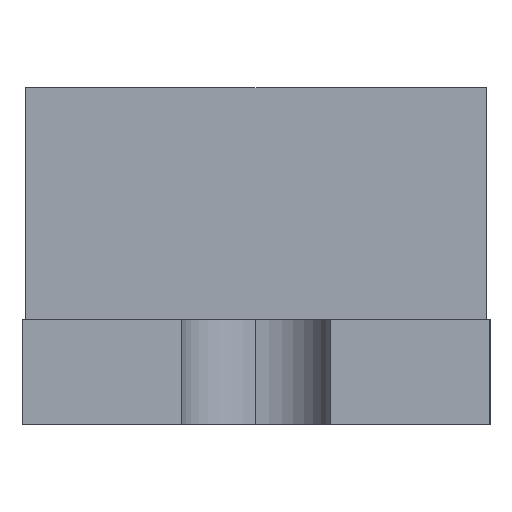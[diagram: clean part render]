
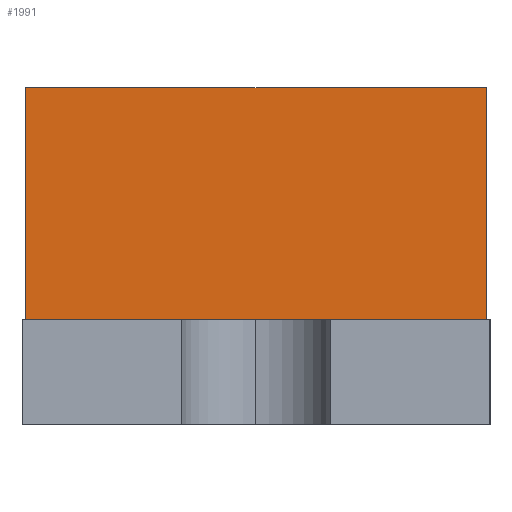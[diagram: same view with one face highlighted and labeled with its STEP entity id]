
A CAD part, left-side view. The second image highlights one B-rep face of the part: STEP entity #1991.
In plain terms, the highlighted planar face has unit normal (-1, 0, 0).
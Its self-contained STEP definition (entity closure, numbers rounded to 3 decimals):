
#117 = PLANE('',#118);
#118 = AXIS2_PLACEMENT_3D('',#119,#120,#121);
#119 = CARTESIAN_POINT('',(0.,0.,0.28));
#120 = DIRECTION('',(0.,0.,1.));
#121 = DIRECTION('',(1.,0.,0.));
#1807 = VERTEX_POINT('',#1808);
#1808 = CARTESIAN_POINT('',(-0.7,0.615,0.28));
#1822 = PLANE('',#1823);
#1823 = AXIS2_PLACEMENT_3D('',#1824,#1825,#1826);
#1824 = CARTESIAN_POINT('',(0.7,0.615,0.9));
#1825 = DIRECTION('',(0.,-1.,0.));
#1826 = DIRECTION('',(1.,0.,0.));
#1863 = VERTEX_POINT('',#1864);
#1864 = CARTESIAN_POINT('',(-0.7,-0.615,0.28));
#1878 = PLANE('',#1879);
#1879 = AXIS2_PLACEMENT_3D('',#1880,#1881,#1882);
#1880 = CARTESIAN_POINT('',(-0.7,-0.615,0.9));
#1881 = DIRECTION('',(0.,1.,0.));
#1882 = DIRECTION('',(0.,0.,1.));
#1890 = EDGE_CURVE('',#1807,#1863,#1891,.T.);
#1891 = SURFACE_CURVE('',#1892,(#1896,#1903),.PCURVE_S1.);
#1892 = LINE('',#1893,#1894);
#1893 = CARTESIAN_POINT('',(-0.7,-0.615,0.28));
#1894 = VECTOR('',#1895,1.);
#1895 = DIRECTION('',(0.,-1.,0.));
#1896 = PCURVE('',#117,#1897);
#1897 = DEFINITIONAL_REPRESENTATION('',(#1898),#1902);
#1898 = LINE('',#1899,#1900);
#1899 = CARTESIAN_POINT('',(-0.7,-0.615));
#1900 = VECTOR('',#1901,1.);
#1901 = DIRECTION('',(0.,-1.));
#1902 = ( GEOMETRIC_REPRESENTATION_CONTEXT(2) 
PARAMETRIC_REPRESENTATION_CONTEXT() REPRESENTATION_CONTEXT('2D SPACE',''
  ) );
#1903 = PCURVE('',#1904,#1909);
#1904 = PLANE('',#1905);
#1905 = AXIS2_PLACEMENT_3D('',#1906,#1907,#1908);
#1906 = CARTESIAN_POINT('',(-0.7,-0.615,0.9));
#1907 = DIRECTION('',(1.,0.,0.));
#1908 = DIRECTION('',(0.,0.,-1.));
#1909 = DEFINITIONAL_REPRESENTATION('',(#1910),#1914);
#1910 = LINE('',#1911,#1912);
#1911 = CARTESIAN_POINT('',(0.62,0.));
#1912 = VECTOR('',#1913,1.);
#1913 = DIRECTION('',(0.,-1.));
#1914 = ( GEOMETRIC_REPRESENTATION_CONTEXT(2) 
PARAMETRIC_REPRESENTATION_CONTEXT() REPRESENTATION_CONTEXT('2D SPACE',''
  ) );
#1920 = EDGE_CURVE('',#1921,#1807,#1923,.T.);
#1921 = VERTEX_POINT('',#1922);
#1922 = CARTESIAN_POINT('',(-0.7,0.615,0.9));
#1923 = SURFACE_CURVE('',#1924,(#1928,#1935),.PCURVE_S1.);
#1924 = LINE('',#1925,#1926);
#1925 = CARTESIAN_POINT('',(-0.7,0.615,0.9));
#1926 = VECTOR('',#1927,1.);
#1927 = DIRECTION('',(0.,0.,-1.));
#1928 = PCURVE('',#1822,#1929);
#1929 = DEFINITIONAL_REPRESENTATION('',(#1930),#1934);
#1930 = LINE('',#1931,#1932);
#1931 = CARTESIAN_POINT('',(-1.4,0.));
#1932 = VECTOR('',#1933,1.);
#1933 = DIRECTION('',(0.,-1.));
#1934 = ( GEOMETRIC_REPRESENTATION_CONTEXT(2) 
PARAMETRIC_REPRESENTATION_CONTEXT() REPRESENTATION_CONTEXT('2D SPACE',''
  ) );
#1935 = PCURVE('',#1904,#1936);
#1936 = DEFINITIONAL_REPRESENTATION('',(#1937),#1941);
#1937 = LINE('',#1938,#1939);
#1938 = CARTESIAN_POINT('',(0.,1.23));
#1939 = VECTOR('',#1940,1.);
#1940 = DIRECTION('',(1.,0.));
#1941 = ( GEOMETRIC_REPRESENTATION_CONTEXT(2) 
PARAMETRIC_REPRESENTATION_CONTEXT() REPRESENTATION_CONTEXT('2D SPACE',''
  ) );
#1959 = PLANE('',#1960);
#1960 = AXIS2_PLACEMENT_3D('',#1961,#1962,#1963);
#1961 = CARTESIAN_POINT('',(0.,0.,0.9));
#1962 = DIRECTION('',(0.,0.,1.));
#1963 = DIRECTION('',(1.,0.,0.));
#1991 = ADVANCED_FACE('',(#1992),#1904,.F.);
#1992 = FACE_BOUND('',#1993,.T.);
#1993 = EDGE_LOOP('',(#1994,#1995,#2018,#2039));
#1994 = ORIENTED_EDGE('',*,*,#1890,.T.);
#1995 = ORIENTED_EDGE('',*,*,#1996,.F.);
#1996 = EDGE_CURVE('',#1997,#1863,#1999,.T.);
#1997 = VERTEX_POINT('',#1998);
#1998 = CARTESIAN_POINT('',(-0.7,-0.615,0.9));
#1999 = SURFACE_CURVE('',#2000,(#2004,#2011),.PCURVE_S1.);
#2000 = LINE('',#2001,#2002);
#2001 = CARTESIAN_POINT('',(-0.7,-0.615,0.9));
#2002 = VECTOR('',#2003,1.);
#2003 = DIRECTION('',(0.,0.,-1.));
#2004 = PCURVE('',#1904,#2005);
#2005 = DEFINITIONAL_REPRESENTATION('',(#2006),#2010);
#2006 = LINE('',#2007,#2008);
#2007 = CARTESIAN_POINT('',(0.,0.));
#2008 = VECTOR('',#2009,1.);
#2009 = DIRECTION('',(1.,0.));
#2010 = ( GEOMETRIC_REPRESENTATION_CONTEXT(2) 
PARAMETRIC_REPRESENTATION_CONTEXT() REPRESENTATION_CONTEXT('2D SPACE',''
  ) );
#2011 = PCURVE('',#1878,#2012);
#2012 = DEFINITIONAL_REPRESENTATION('',(#2013),#2017);
#2013 = LINE('',#2014,#2015);
#2014 = CARTESIAN_POINT('',(0.,0.));
#2015 = VECTOR('',#2016,1.);
#2016 = DIRECTION('',(-1.,0.));
#2017 = ( GEOMETRIC_REPRESENTATION_CONTEXT(2) 
PARAMETRIC_REPRESENTATION_CONTEXT() REPRESENTATION_CONTEXT('2D SPACE',''
  ) );
#2018 = ORIENTED_EDGE('',*,*,#2019,.F.);
#2019 = EDGE_CURVE('',#1921,#1997,#2020,.T.);
#2020 = SURFACE_CURVE('',#2021,(#2025,#2032),.PCURVE_S1.);
#2021 = LINE('',#2022,#2023);
#2022 = CARTESIAN_POINT('',(-0.7,-0.615,0.9));
#2023 = VECTOR('',#2024,1.);
#2024 = DIRECTION('',(0.,-1.,0.));
#2025 = PCURVE('',#1904,#2026);
#2026 = DEFINITIONAL_REPRESENTATION('',(#2027),#2031);
#2027 = LINE('',#2028,#2029);
#2028 = CARTESIAN_POINT('',(0.,0.));
#2029 = VECTOR('',#2030,1.);
#2030 = DIRECTION('',(0.,-1.));
#2031 = ( GEOMETRIC_REPRESENTATION_CONTEXT(2) 
PARAMETRIC_REPRESENTATION_CONTEXT() REPRESENTATION_CONTEXT('2D SPACE',''
  ) );
#2032 = PCURVE('',#1959,#2033);
#2033 = DEFINITIONAL_REPRESENTATION('',(#2034),#2038);
#2034 = LINE('',#2035,#2036);
#2035 = CARTESIAN_POINT('',(-0.7,-0.615));
#2036 = VECTOR('',#2037,1.);
#2037 = DIRECTION('',(0.,-1.));
#2038 = ( GEOMETRIC_REPRESENTATION_CONTEXT(2) 
PARAMETRIC_REPRESENTATION_CONTEXT() REPRESENTATION_CONTEXT('2D SPACE',''
  ) );
#2039 = ORIENTED_EDGE('',*,*,#1920,.T.);
